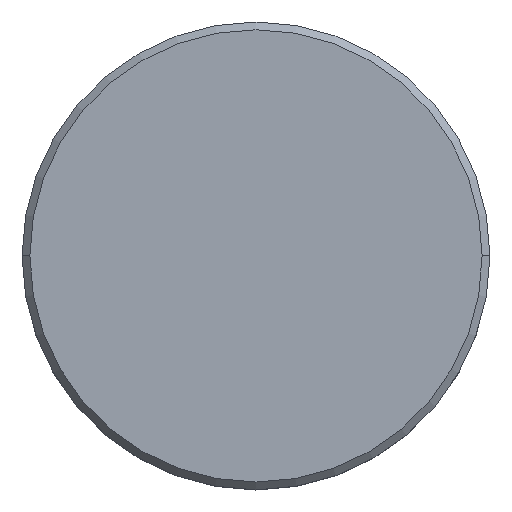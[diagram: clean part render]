
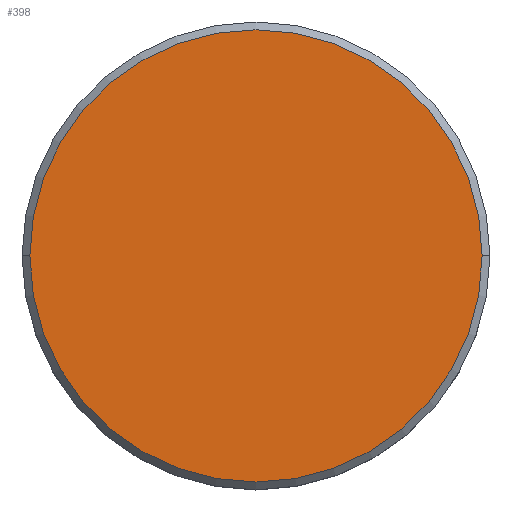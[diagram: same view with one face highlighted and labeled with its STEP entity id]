
A CAD part, top view. The second image highlights one B-rep face of the part: STEP entity #398.
In plain terms, the highlighted planar face has unit normal (0, 0, 1).
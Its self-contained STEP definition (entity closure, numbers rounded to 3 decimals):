
#7 = ORIENTED_EDGE ( 'NONE', *, *, #978, .T. ) ;
#14 = EDGE_LOOP ( 'NONE', ( #955, #7 ) ) ;
#38 = CARTESIAN_POINT ( 'NONE',  ( 14.5, 0., 0. ) ) ;
#53 = DIRECTION ( 'NONE',  ( 1., 0., 0. ) ) ;
#71 = FACE_OUTER_BOUND ( 'NONE', #14, .T. ) ;
#148 = PLANE ( 'NONE',  #870 ) ;
#306 = DIRECTION ( 'NONE',  ( 0., 0., 1. ) ) ;
#309 = CARTESIAN_POINT ( 'NONE',  ( -14.5, 0., 0. ) ) ;
#392 = CARTESIAN_POINT ( 'NONE',  ( 0., 0., 0. ) ) ;
#394 = EDGE_CURVE ( 'NONE', #1049, #688, #550, .T. ) ;
#398 = ADVANCED_FACE ( 'NONE', ( #71 ), #148, .T. ) ;
#399 = CARTESIAN_POINT ( 'NONE',  ( 0., 0., 0. ) ) ;
#448 = AXIS2_PLACEMENT_3D ( 'NONE', #461, #630, #53 ) ;
#461 = CARTESIAN_POINT ( 'NONE',  ( 0., 0., 0. ) ) ;
#482 = DIRECTION ( 'NONE',  ( 1., 0., 0. ) ) ;
#550 = CIRCLE ( 'NONE', #1003, 14.5 ) ;
#630 = DIRECTION ( 'NONE',  ( 0., 0., 1. ) ) ;
#688 = VERTEX_POINT ( 'NONE', #38 ) ;
#800 = DIRECTION ( 'NONE',  ( 0., 0., 1. ) ) ;
#838 = CIRCLE ( 'NONE', #448, 14.5 ) ;
#870 = AXIS2_PLACEMENT_3D ( 'NONE', #392, #306, #972 ) ;
#955 = ORIENTED_EDGE ( 'NONE', *, *, #394, .T. ) ;
#972 = DIRECTION ( 'NONE',  ( 1., 0., 0. ) ) ;
#978 = EDGE_CURVE ( 'NONE', #688, #1049, #838, .T. ) ;
#1003 = AXIS2_PLACEMENT_3D ( 'NONE', #399, #800, #482 ) ;
#1049 = VERTEX_POINT ( 'NONE', #309 ) ;
